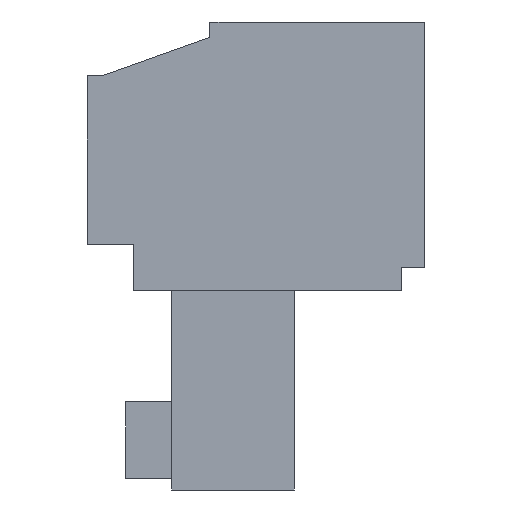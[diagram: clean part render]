
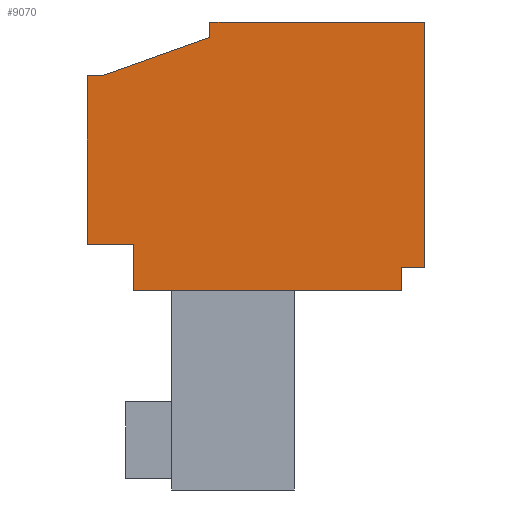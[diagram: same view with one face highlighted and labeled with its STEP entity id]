
A CAD part, left-side view. The second image highlights one B-rep face of the part: STEP entity #9070.
In plain terms, the highlighted planar face has unit normal (-1, 0, 0).
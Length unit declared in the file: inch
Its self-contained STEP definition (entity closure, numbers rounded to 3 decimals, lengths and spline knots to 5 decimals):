
#1=DIRECTION('',(0.,0.,-1.));
#2=VECTOR('',#1,0.32);
#3=CARTESIAN_POINT('',(-1.118,0.,0.));
#4=LINE('',#3,#2);
#5=DIRECTION('',(0.,1.,0.));
#6=VECTOR('',#5,0.03);
#7=CARTESIAN_POINT('',(-1.118,0.,-0.32));
#8=LINE('',#7,#6);
#9=DIRECTION('',(0.,0.,-1.));
#10=VECTOR('',#9,0.03);
#11=CARTESIAN_POINT('',(-1.118,0.03,-0.32));
#12=LINE('',#11,#10);
#13=DIRECTION('',(0.,1.,0.));
#14=VECTOR('',#13,0.35);
#15=CARTESIAN_POINT('',(-1.118,0.03,-0.35));
#16=LINE('',#15,#14);
#17=DIRECTION('',(0.,0.,1.));
#18=VECTOR('',#17,0.06);
#19=CARTESIAN_POINT('',(-1.118,0.38,-0.35));
#20=LINE('',#19,#18);
#21=DIRECTION('',(0.,1.,0.));
#22=VECTOR('',#21,0.06);
#23=CARTESIAN_POINT('',(-1.118,0.38,-0.29));
#24=LINE('',#23,#22);
#25=DIRECTION('',(0.,0.,1.));
#26=VECTOR('',#25,0.22);
#27=CARTESIAN_POINT('',(-1.118,0.44,-0.29));
#28=LINE('',#27,#26);
#29=DIRECTION('',(0.,-1.,0.));
#30=VECTOR('',#29,0.02);
#31=CARTESIAN_POINT('',(-1.118,0.44,-0.07));
#32=LINE('',#31,#30);
#33=DIRECTION('',(0.,-0.942,0.336));
#34=VECTOR('',#33,0.14866);
#35=CARTESIAN_POINT('',(-1.118,0.42,-0.07));
#36=LINE('',#35,#34);
#37=DIRECTION('',(0.,0.,1.));
#38=VECTOR('',#37,0.02);
#39=CARTESIAN_POINT('',(-1.118,0.28,-0.02));
#40=LINE('',#39,#38);
#41=DIRECTION('',(0.,-1.,0.));
#42=VECTOR('',#41,0.28);
#43=CARTESIAN_POINT('',(-1.118,0.28,0.));
#44=LINE('',#43,#42);
#6933=CARTESIAN_POINT('',(-1.118,0.,0.));
#6934=CARTESIAN_POINT('',(-1.118,0.,-0.32));
#6935=VERTEX_POINT('',#6933);
#6936=VERTEX_POINT('',#6934);
#6937=CARTESIAN_POINT('',(-1.118,0.03,-0.32));
#6938=VERTEX_POINT('',#6937);
#6939=CARTESIAN_POINT('',(-1.118,0.03,-0.35));
#6940=VERTEX_POINT('',#6939);
#6941=CARTESIAN_POINT('',(-1.118,0.38,-0.35));
#6942=VERTEX_POINT('',#6941);
#6943=CARTESIAN_POINT('',(-1.118,0.38,-0.29));
#6944=VERTEX_POINT('',#6943);
#6945=CARTESIAN_POINT('',(-1.118,0.44,-0.29));
#6946=VERTEX_POINT('',#6945);
#6947=CARTESIAN_POINT('',(-1.118,0.44,-0.07));
#6948=VERTEX_POINT('',#6947);
#6949=CARTESIAN_POINT('',(-1.118,0.42,-0.07));
#6950=VERTEX_POINT('',#6949);
#6951=CARTESIAN_POINT('',(-1.118,0.28,-0.02));
#6952=VERTEX_POINT('',#6951);
#6953=CARTESIAN_POINT('',(-1.118,0.28,0.));
#6954=VERTEX_POINT('',#6953);
#9041=CARTESIAN_POINT('',(-1.118,0.,0.));
#9042=DIRECTION('',(1.,0.,0.));
#9043=DIRECTION('',(0.,0.,-1.));
#9044=AXIS2_PLACEMENT_3D('',#9041,#9042,#9043);
#9045=PLANE('',#9044);
#9047=ORIENTED_EDGE('',*,*,#9046,.T.);
#9049=ORIENTED_EDGE('',*,*,#9048,.T.);
#9051=ORIENTED_EDGE('',*,*,#9050,.T.);
#9053=ORIENTED_EDGE('',*,*,#9052,.T.);
#9055=ORIENTED_EDGE('',*,*,#9054,.T.);
#9057=ORIENTED_EDGE('',*,*,#9056,.T.);
#9059=ORIENTED_EDGE('',*,*,#9058,.T.);
#9061=ORIENTED_EDGE('',*,*,#9060,.T.);
#9063=ORIENTED_EDGE('',*,*,#9062,.T.);
#9065=ORIENTED_EDGE('',*,*,#9064,.T.);
#9067=ORIENTED_EDGE('',*,*,#9066,.T.);
#9068=EDGE_LOOP('',(#9047,#9049,#9051,#9053,#9055,#9057,#9059,#9061,#9063,#9065,
#9067));
#9069=FACE_OUTER_BOUND('',#9068,.F.);
#9070=ADVANCED_FACE('',(#9069),#9045,.F.);
#9046=EDGE_CURVE('',#6935,#6936,#4,.T.);
#9048=EDGE_CURVE('',#6936,#6938,#8,.T.);
#9050=EDGE_CURVE('',#6938,#6940,#12,.T.);
#9052=EDGE_CURVE('',#6940,#6942,#16,.T.);
#9054=EDGE_CURVE('',#6942,#6944,#20,.T.);
#9056=EDGE_CURVE('',#6944,#6946,#24,.T.);
#9058=EDGE_CURVE('',#6946,#6948,#28,.T.);
#9060=EDGE_CURVE('',#6948,#6950,#32,.T.);
#9062=EDGE_CURVE('',#6950,#6952,#36,.T.);
#9064=EDGE_CURVE('',#6952,#6954,#40,.T.);
#9066=EDGE_CURVE('',#6954,#6935,#44,.T.);
